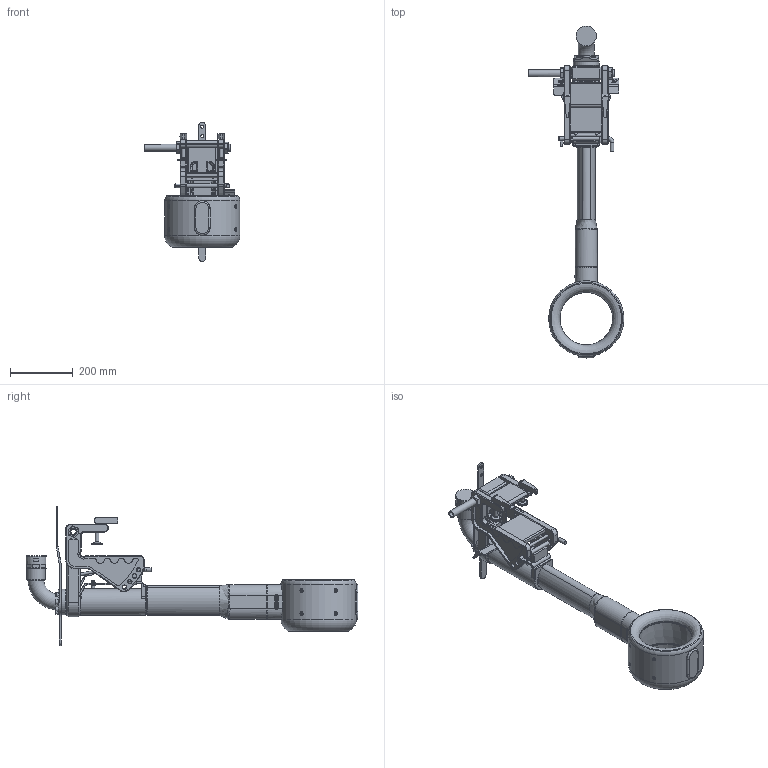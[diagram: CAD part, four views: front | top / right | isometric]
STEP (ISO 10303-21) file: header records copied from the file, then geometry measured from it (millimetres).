
FILE_DESCRIPTION (( 'STEP AP214' ), '1' );
FILE_NAME ('P-104-192-rev-F-168.STEP', '2026-01-02T09:15:41', ( '' ), ( '' ), 'SwSTEP 2.0', 'SolidWorks 2024', '' );
FILE_SCHEMA (( 'AUTOMOTIVE_DESIGN' ));
Length unit declared in the file: millimetre
Products named in the file (1): P-104-192-rev-F-168
Bounding box: 304.71 x 1056.1 x 442.58 mm (x, y, z)
Volume: 9959870.4 mm3; surface area: 909501.9 mm2
Topology: 1 solids, 18 shells, 2156 faces, 5409 edges, 3374 vertices
Faces by surface type: plane 1226, cylinder 481, cone 200, bspline 171, torus 72, sphere 6
Full cylindrical faces by diameter (mm): 3 x4, 3.5 x4, 5 x13, 5.5 x8, 5.7 x4, 6 x4, 6.95 x2, 8 x2, 8.1 x3, 9 x1, 9.64 x8, 10 x5, 12 x8, 13 x14, 17 x1, 22.5 x2, 25 x2, 35 x2, 50.4 x1, 58 x2, 63.5 x2, 80 x1, 82 x1, 85 x1, 168 x2, 239.4 x1
Entity records: 95060 total; most frequent: CARTESIAN_POINT 22702, ORIENTED_EDGE 10148, DIRECTION 9436, EDGE_CURVE 5074, VERTEX_POINT 3269, AXIS2_PLACEMENT_3D 3254, LINE 2928, VECTOR 2928
